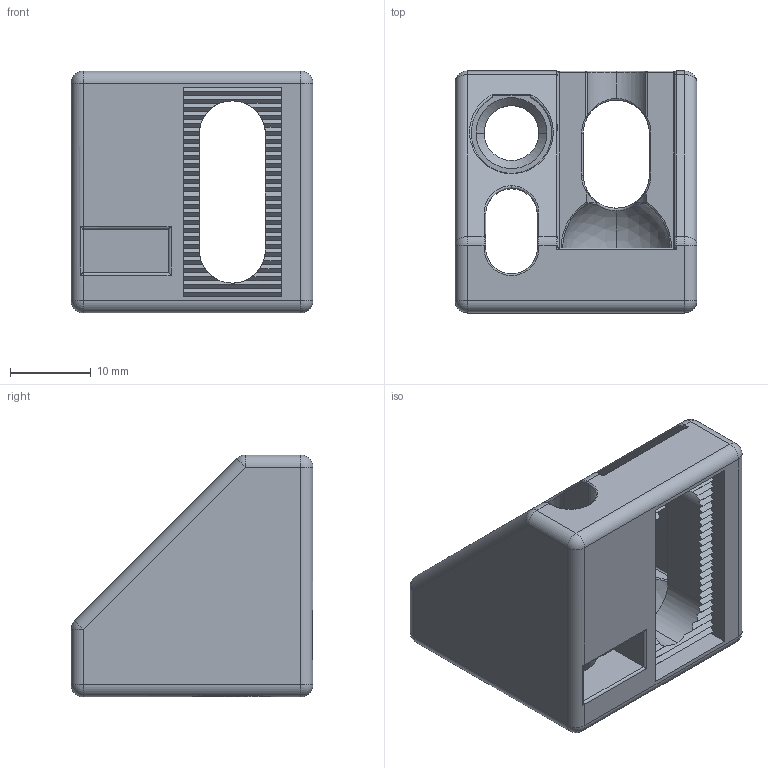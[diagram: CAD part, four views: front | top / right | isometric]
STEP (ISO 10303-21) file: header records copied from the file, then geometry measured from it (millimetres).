
FILE_DESCRIPTION (( 'STEP AP214' ), '1' );
FILE_NAME ('094z40s0840.STEP', '2014-08-19T08:48:42', ( '' ), ( '' ), 'SwSTEP 2.0', 'SolidWorks 2014', '' );
FILE_SCHEMA (( 'AUTOMOTIVE_DESIGN' ));
Length unit declared in the file: millimetre
Products named in the file (1): 094z40s0840
Bounding box: 30 x 30 x 30 mm (x, y, z)
Volume: 9863.5 mm3; surface area: 6659.9 mm2
Topology: 1 solids, 1 shells, 257 faces, 692 edges, 421 vertices
Faces by surface type: plane 135, cylinder 67, sphere 20, torus 17, bspline 14, cone 4
Entity records: 11204 total; most frequent: CARTESIAN_POINT 2173, ORIENTED_EDGE 1356, DIRECTION 1235, EDGE_CURVE 678, VECTOR 429, LINE 429, VERTEX_POINT 421, AXIS2_PLACEMENT_3D 403
